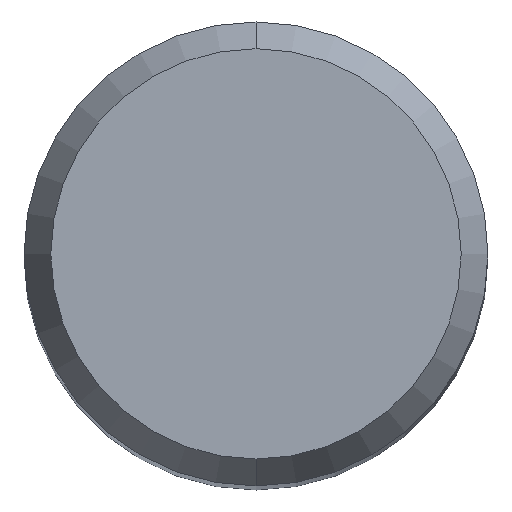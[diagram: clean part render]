
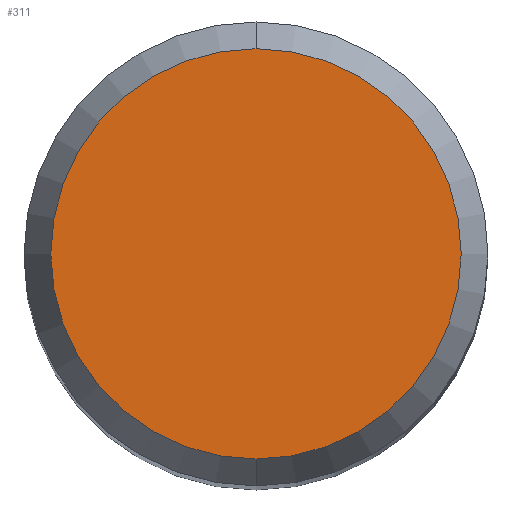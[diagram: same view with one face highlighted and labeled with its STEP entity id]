
A CAD part, top view. The second image highlights one B-rep face of the part: STEP entity #311.
In plain terms, the highlighted planar face has unit normal (0, 0, 1).
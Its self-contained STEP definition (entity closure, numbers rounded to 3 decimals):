
#199=EDGE_CURVE('',#291,#287,#492,.T.);
#261=EDGE_CURVE('',#287,#291,#559,.T.);
#287=VERTEX_POINT('',#587);
#291=VERTEX_POINT('',#591);
#311=ADVANCED_FACE('',(#613),#614,.T.);
#492=CIRCLE('',#857,3.538);
#559=CIRCLE('',#999,3.538);
#587=CARTESIAN_POINT('',(0.,-3.538,0.0));
#591=CARTESIAN_POINT('',(0.0,3.538,0.0));
#613=FACE_OUTER_BOUND('',#1106,.T.);
#614=PLANE('',#1107);
#857=AXIS2_PLACEMENT_3D('',#1418,#1419,#1420);
#999=AXIS2_PLACEMENT_3D('',#1493,#1494,#1495);
#1106=EDGE_LOOP('',(#1539,#1540));
#1107=AXIS2_PLACEMENT_3D('',#1541,#1542,#1543);
#1418=CARTESIAN_POINT('',(0.0,0.0,0.0));
#1419=DIRECTION('',(0.0,0.0,-1.0));
#1420=DIRECTION('',(0.0,1.0,0.0));
#1493=CARTESIAN_POINT('',(0.0,0.0,0.0));
#1494=DIRECTION('',(0.0,0.0,-1.0));
#1495=DIRECTION('',(0.0,1.0,0.0));
#1539=ORIENTED_EDGE('',*,*,#199,.F.);
#1540=ORIENTED_EDGE('',*,*,#261,.F.);
#1541=CARTESIAN_POINT('',(0.0,1.769,0.0));
#1542=DIRECTION('',(-0.0,0.0,1.0));
#1543=DIRECTION('',(0.0,-1.0,0.0));
